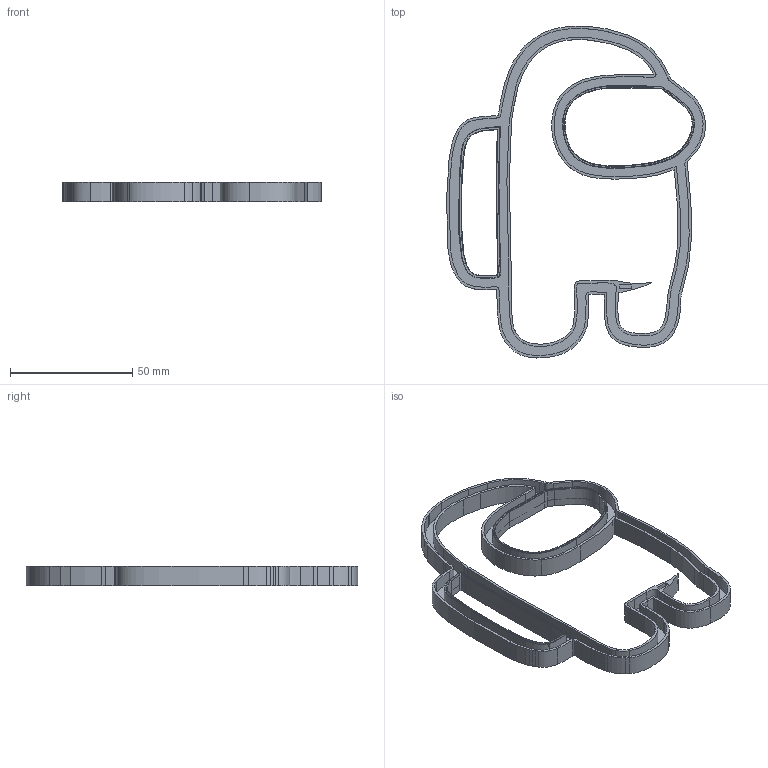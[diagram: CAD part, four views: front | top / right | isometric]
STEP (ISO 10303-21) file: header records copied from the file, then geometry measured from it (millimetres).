
FILE_DESCRIPTION(/* description */ (''),/* implementation_level */ '2;1');
FILE_NAME(/* name */ 'amongus v9.stp',/* time_stamp */ '2025-09-12T00:16:13+02:00',/* author */ (''),/* organization */ (''),/* preprocessor_version */ 'ST-DEVELOPER v20.1',/* originating_system */ 'Autodesk Translation Framework v14.10.0.0',/* authorisation */ '');
FILE_SCHEMA (('AUTOMOTIVE_DESIGN { 1 0 10303 214 3 1 1 }'));
Length unit declared in the file: millimetre
Products named in the file (1): among_us
Bounding box: 105.86 x 135.75 x 8 mm (x, y, z)
Volume: 14079.5 mm3; surface area: 25932.1 mm2
Topology: 1 solids, 1 shells, 243 faces, 696 edges, 464 vertices
Faces by surface type: bspline 201, plane 42
Entity records: 11414 total; most frequent: CARTESIAN_POINT 6697, ORIENTED_EDGE 1392, EDGE_CURVE 696, VERTEX_POINT 464, DIRECTION 380, LINE 294, VECTOR 294, EDGE_LOOP 258
